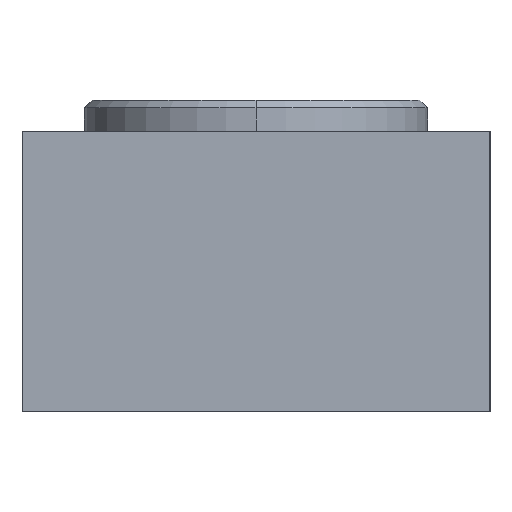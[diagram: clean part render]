
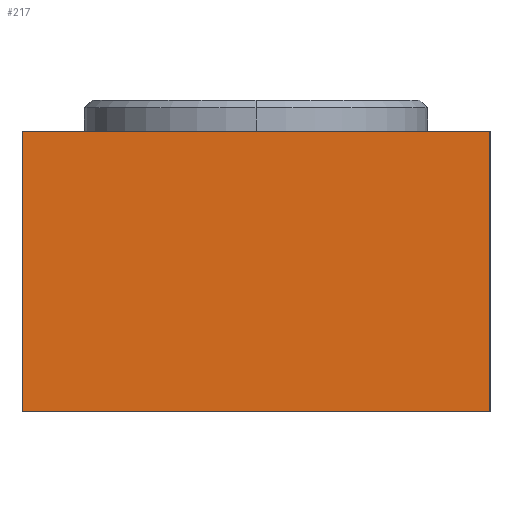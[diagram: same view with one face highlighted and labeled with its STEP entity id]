
A CAD part, left-side view. The second image highlights one B-rep face of the part: STEP entity #217.
In plain terms, the highlighted planar face has unit normal (-1, 0, 0).
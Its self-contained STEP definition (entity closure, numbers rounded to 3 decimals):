
#2 = ORIENTED_EDGE ( 'NONE', *, *, #127, .T. ) ;
#4 = ORIENTED_EDGE ( 'NONE', *, *, #196, .F. ) ;
#29 = ORIENTED_EDGE ( 'NONE', *, *, #109, .T. ) ;
#47 = ORIENTED_EDGE ( 'NONE', *, *, #153, .F. ) ;
#59 = AXIS2_PLACEMENT_3D ( 'NONE', #389, #639, #638 ) ;
#109 = EDGE_CURVE ( 'NONE', #356, #455, #810, .T. ) ;
#127 = EDGE_CURVE ( 'NONE', #455, #463, #849, .T. ) ;
#153 = EDGE_CURVE ( 'NONE', #356, #357, #940, .T. ) ;
#196 = EDGE_CURVE ( 'NONE', #357, #463, #270, .T. ) ;
#217 = ADVANCED_FACE ( 'NONE', ( #282 ), #434, .F. ) ;
#270 = LINE ( 'NONE', #471, #343 ) ;
#282 = FACE_OUTER_BOUND ( 'NONE', #891, .T. ) ;
#343 = VECTOR ( 'NONE', #439, 1000. ) ;
#352 = CARTESIAN_POINT ( 'NONE',  ( -46., 30., 36. ) ) ;
#356 = VERTEX_POINT ( 'NONE', #474 ) ;
#357 = VERTEX_POINT ( 'NONE', #724 ) ;
#389 = CARTESIAN_POINT ( 'NONE',  ( -46., -30., 36. ) ) ;
#418 = DIRECTION ( 'NONE',  ( 0., 0., -1. ) ) ;
#434 = PLANE ( 'NONE',  #59 ) ;
#439 = DIRECTION ( 'NONE',  ( 0., 0., -1. ) ) ;
#455 = VERTEX_POINT ( 'NONE', #770 ) ;
#463 = VERTEX_POINT ( 'NONE', #756 ) ;
#471 = CARTESIAN_POINT ( 'NONE',  ( -46., -30., 36. ) ) ;
#474 = CARTESIAN_POINT ( 'NONE',  ( -46., 30., 36. ) ) ;
#501 = DIRECTION ( 'NONE',  ( 0., -1., 0. ) ) ;
#586 = CARTESIAN_POINT ( 'NONE',  ( -46., -30., 36. ) ) ;
#589 = CARTESIAN_POINT ( 'NONE',  ( -46., -30., 0. ) ) ;
#638 = DIRECTION ( 'NONE',  ( 0., 0., -1. ) ) ;
#639 = DIRECTION ( 'NONE',  ( 1., 0., 0. ) ) ;
#681 = DIRECTION ( 'NONE',  ( 0., -1., 0. ) ) ;
#724 = CARTESIAN_POINT ( 'NONE',  ( -46., -30., 36. ) ) ;
#756 = CARTESIAN_POINT ( 'NONE',  ( -46., -30., 0. ) ) ;
#770 = CARTESIAN_POINT ( 'NONE',  ( -46., 30., 0. ) ) ;
#810 = LINE ( 'NONE', #352, #921 ) ;
#849 = LINE ( 'NONE', #589, #939 ) ;
#891 = EDGE_LOOP ( 'NONE', ( #2, #4, #47, #29 ) ) ;
#897 = VECTOR ( 'NONE', #501, 1000. ) ;
#921 = VECTOR ( 'NONE', #418, 1000. ) ;
#939 = VECTOR ( 'NONE', #681, 1000. ) ;
#940 = LINE ( 'NONE', #586, #897 ) ;
